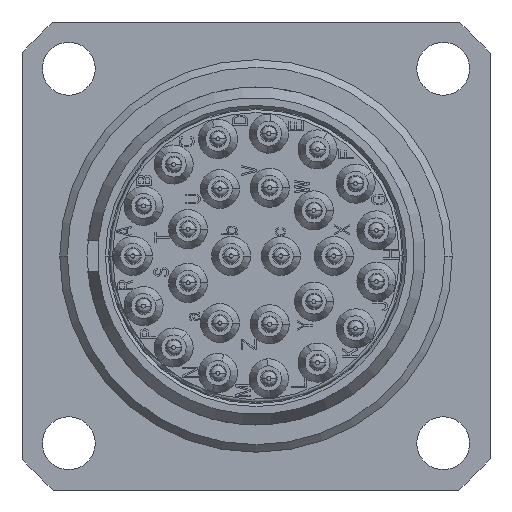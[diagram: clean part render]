
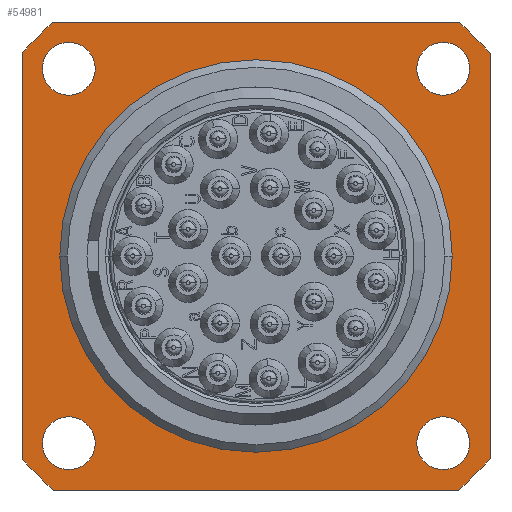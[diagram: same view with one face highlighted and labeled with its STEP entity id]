
A CAD part, left-side view. The second image highlights one B-rep face of the part: STEP entity #54981.
In plain terms, the highlighted planar face has unit normal (-1, 0, 0).
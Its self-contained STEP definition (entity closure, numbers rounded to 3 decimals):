
#290=CARTESIAN_POINT('',(-0.5,0.,0.));
#291=DIRECTION('',(1.,0.,0.));
#292=DIRECTION('',(0.,1.,0.));
#293=AXIS2_PLACEMENT_3D('',#290,#291,#292);
#303=CARTESIAN_POINT('',(-0.5,0.,0.));
#304=DIRECTION('',(1.,0.,0.));
#305=DIRECTION('',(0.,-1.,0.));
#306=AXIS2_PLACEMENT_3D('',#303,#304,#305);
#308=DIRECTION('',(0.,1.,0.));
#309=VECTOR('',#308,26.833);
#310=CARTESIAN_POINT('',(-0.5,-13.416,15.5));
#311=LINE('4346',#310,#309);
#312=CARTESIAN_POINT('',(-0.5,0.,0.));
#313=DIRECTION('',(1.,0.,0.));
#314=DIRECTION('',(0.,-0.654,0.756));
#315=AXIS2_PLACEMENT_3D('',#312,#313,#314);
#317=DIRECTION('',(0.,0.,1.));
#318=VECTOR('',#317,26.833);
#319=CARTESIAN_POINT('',(-0.5,-15.5,-13.416));
#320=LINE('4347',#319,#318);
#321=CARTESIAN_POINT('',(-0.5,0.,0.));
#322=DIRECTION('',(1.,0.,0.));
#323=DIRECTION('',(0.,-0.756,-0.654));
#324=AXIS2_PLACEMENT_3D('',#321,#322,#323);
#326=DIRECTION('',(0.,-1.,0.));
#327=VECTOR('',#326,26.833);
#328=CARTESIAN_POINT('',(-0.5,13.416,-15.5));
#329=LINE('4348',#328,#327);
#330=CARTESIAN_POINT('',(-0.5,0.,0.));
#331=DIRECTION('',(1.,0.,0.));
#332=DIRECTION('',(0.,0.654,-0.756));
#333=AXIS2_PLACEMENT_3D('',#330,#331,#332);
#335=DIRECTION('',(0.,0.,-1.));
#336=VECTOR('',#335,26.833);
#337=CARTESIAN_POINT('',(-0.5,15.5,13.416));
#338=LINE('4349',#337,#336);
#339=CARTESIAN_POINT('',(-0.5,0.,0.));
#340=DIRECTION('',(1.,0.,0.));
#341=DIRECTION('',(0.,0.756,0.654));
#342=AXIS2_PLACEMENT_3D('',#339,#340,#341);
#344=CARTESIAN_POINT('',(-0.5,12.4,-12.4));
#345=DIRECTION('',(-1.,0.,0.));
#346=DIRECTION('',(0.,0.,-1.));
#347=AXIS2_PLACEMENT_3D('',#344,#345,#346);
#349=CARTESIAN_POINT('',(-0.5,12.4,-12.4));
#350=DIRECTION('',(-1.,0.,0.));
#351=DIRECTION('',(0.,0.,1.));
#352=AXIS2_PLACEMENT_3D('',#349,#350,#351);
#354=CARTESIAN_POINT('',(-0.5,12.4,12.4));
#355=DIRECTION('',(-1.,0.,0.));
#356=DIRECTION('',(0.,0.,-1.));
#357=AXIS2_PLACEMENT_3D('',#354,#355,#356);
#359=CARTESIAN_POINT('',(-0.5,12.4,12.4));
#360=DIRECTION('',(-1.,0.,0.));
#361=DIRECTION('',(0.,0.,1.));
#362=AXIS2_PLACEMENT_3D('',#359,#360,#361);
#364=CARTESIAN_POINT('',(-0.5,-12.4,-12.4));
#365=DIRECTION('',(-1.,0.,0.));
#366=DIRECTION('',(0.,0.,-1.));
#367=AXIS2_PLACEMENT_3D('',#364,#365,#366);
#369=CARTESIAN_POINT('',(-0.5,-12.4,-12.4));
#370=DIRECTION('',(-1.,0.,0.));
#371=DIRECTION('',(0.,0.,1.));
#372=AXIS2_PLACEMENT_3D('',#369,#370,#371);
#374=CARTESIAN_POINT('',(-0.5,-12.4,12.4));
#375=DIRECTION('',(-1.,0.,0.));
#376=DIRECTION('',(0.,0.,-1.));
#377=AXIS2_PLACEMENT_3D('',#374,#375,#376);
#379=CARTESIAN_POINT('',(-0.5,-12.4,12.4));
#380=DIRECTION('',(-1.,0.,0.));
#381=DIRECTION('',(0.,0.,1.));
#382=AXIS2_PLACEMENT_3D('',#379,#380,#381);
#43474=CARTESIAN_POINT('',(-0.5,13.,0.));
#43475=VERTEX_POINT('',#43474);
#43476=CARTESIAN_POINT('',(-0.5,-13.,0.));
#43477=VERTEX_POINT('',#43476);
#43494=CARTESIAN_POINT('',(-0.5,12.4,-14.15));
#43495=CARTESIAN_POINT('',(-0.5,12.4,-10.65));
#43496=VERTEX_POINT('',#43494);
#43497=VERTEX_POINT('',#43495);
#43498=CARTESIAN_POINT('',(-0.5,12.4,10.65));
#43499=CARTESIAN_POINT('',(-0.5,12.4,14.15));
#43500=VERTEX_POINT('',#43498);
#43501=VERTEX_POINT('',#43499);
#43502=CARTESIAN_POINT('',(-0.5,-12.4,-14.15));
#43503=CARTESIAN_POINT('',(-0.5,-12.4,-10.65));
#43504=VERTEX_POINT('',#43502);
#43505=VERTEX_POINT('',#43503);
#43506=CARTESIAN_POINT('',(-0.5,-12.4,10.65));
#43507=CARTESIAN_POINT('',(-0.5,-12.4,14.15));
#43508=VERTEX_POINT('',#43506);
#43509=VERTEX_POINT('',#43507);
#43619=CARTESIAN_POINT('',(-0.5,-13.416,15.5));
#43620=CARTESIAN_POINT('',(-0.5,13.416,15.5));
#43621=VERTEX_POINT('',#43619);
#43622=VERTEX_POINT('',#43620);
#43623=CARTESIAN_POINT('',(-0.5,-15.5,-13.416));
#43624=CARTESIAN_POINT('',(-0.5,-15.5,13.416));
#43625=VERTEX_POINT('',#43623);
#43626=VERTEX_POINT('',#43624);
#43627=CARTESIAN_POINT('',(-0.5,13.416,-15.5));
#43628=CARTESIAN_POINT('',(-0.5,-13.416,-15.5));
#43629=VERTEX_POINT('',#43627);
#43630=VERTEX_POINT('',#43628);
#43631=CARTESIAN_POINT('',(-0.5,15.5,13.416));
#43632=CARTESIAN_POINT('',(-0.5,15.5,-13.416));
#43633=VERTEX_POINT('',#43631);
#43634=VERTEX_POINT('',#43632);
#54930=CARTESIAN_POINT('',(-0.5,0.,0.));
#54931=DIRECTION('',(1.,0.,0.));
#54932=DIRECTION('',(0.,0.,-1.));
#54933=AXIS2_PLACEMENT_3D('',#54930,#54931,#54932);
#54934=PLANE('287',#54933);
#54936=ORIENTED_EDGE('4346',*,*,#54935,.F.);
#54938=ORIENTED_EDGE('4407',*,*,#54937,.T.);
#54940=ORIENTED_EDGE('4347',*,*,#54939,.F.);
#54942=ORIENTED_EDGE('4406',*,*,#54941,.T.);
#54944=ORIENTED_EDGE('4348',*,*,#54943,.F.);
#54946=ORIENTED_EDGE('4405',*,*,#54945,.T.);
#54948=ORIENTED_EDGE('4349',*,*,#54947,.F.);
#54950=ORIENTED_EDGE('4394',*,*,#54949,.T.);
#54951=EDGE_LOOP('287',(#54936,#54938,#54940,#54942,#54944,#54946,#54948,
#54950));
#54952=FACE_OUTER_BOUND('287',#54951,.F.);
#54954=ORIENTED_EDGE('4252',*,*,#54953,.T.);
#54956=ORIENTED_EDGE('4253',*,*,#54955,.T.);
#54957=EDGE_LOOP('287',(#54954,#54956));
#54958=FACE_BOUND('287',#54957,.F.);
#54960=ORIENTED_EDGE('4254',*,*,#54959,.T.);
#54962=ORIENTED_EDGE('4255',*,*,#54961,.T.);
#54963=EDGE_LOOP('287',(#54960,#54962));
#54964=FACE_BOUND('287',#54963,.F.);
#54966=ORIENTED_EDGE('4256',*,*,#54965,.T.);
#54968=ORIENTED_EDGE('4257',*,*,#54967,.T.);
#54969=EDGE_LOOP('287',(#54966,#54968));
#54970=FACE_BOUND('287',#54969,.F.);
#54972=ORIENTED_EDGE('4258',*,*,#54971,.T.);
#54974=ORIENTED_EDGE('4259',*,*,#54973,.T.);
#54975=EDGE_LOOP('287',(#54972,#54974));
#54976=FACE_BOUND('287',#54975,.F.);
#54977=ORIENTED_EDGE('4242',*,*,#54895,.F.);
#54978=ORIENTED_EDGE('4243',*,*,#54918,.F.);
#54979=EDGE_LOOP('287',(#54977,#54978));
#54980=FACE_BOUND('287',#54979,.F.);
#294=CIRCLE('4242',#293,13.);
#307=CIRCLE('4243',#306,13.);
#316=CIRCLE('4407',#315,20.5);
#325=CIRCLE('4406',#324,20.5);
#334=CIRCLE('4405',#333,20.5);
#343=CIRCLE('4394',#342,20.5);
#348=CIRCLE('4252',#347,1.75);
#353=CIRCLE('4253',#352,1.75);
#358=CIRCLE('4254',#357,1.75);
#363=CIRCLE('4255',#362,1.75);
#368=CIRCLE('4256',#367,1.75);
#373=CIRCLE('4257',#372,1.75);
#378=CIRCLE('4258',#377,1.75);
#383=CIRCLE('4259',#382,1.75);
#54895=EDGE_CURVE('4242',#43475,#43477,#294,.T.);
#54918=EDGE_CURVE('4243',#43477,#43475,#307,.T.);
#54935=EDGE_CURVE('4346',#43621,#43622,#311,.T.);
#54937=EDGE_CURVE('4407',#43621,#43626,#316,.T.);
#54939=EDGE_CURVE('4347',#43625,#43626,#320,.T.);
#54941=EDGE_CURVE('4406',#43625,#43630,#325,.T.);
#54943=EDGE_CURVE('4348',#43629,#43630,#329,.T.);
#54945=EDGE_CURVE('4405',#43629,#43634,#334,.T.);
#54947=EDGE_CURVE('4349',#43633,#43634,#338,.T.);
#54949=EDGE_CURVE('4394',#43633,#43622,#343,.T.);
#54953=EDGE_CURVE('4252',#43496,#43497,#348,.T.);
#54955=EDGE_CURVE('4253',#43497,#43496,#353,.T.);
#54959=EDGE_CURVE('4254',#43500,#43501,#358,.T.);
#54961=EDGE_CURVE('4255',#43501,#43500,#363,.T.);
#54965=EDGE_CURVE('4256',#43504,#43505,#368,.T.);
#54967=EDGE_CURVE('4257',#43505,#43504,#373,.T.);
#54971=EDGE_CURVE('4258',#43508,#43509,#378,.T.);
#54973=EDGE_CURVE('4259',#43509,#43508,#383,.T.);
#54981=ADVANCED_FACE('287',(#54952,#54958,#54964,#54970,#54976,#54980),#54934,
.F.);
